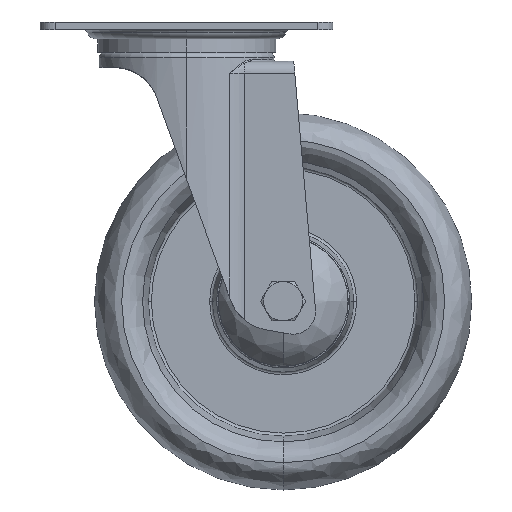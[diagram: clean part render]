
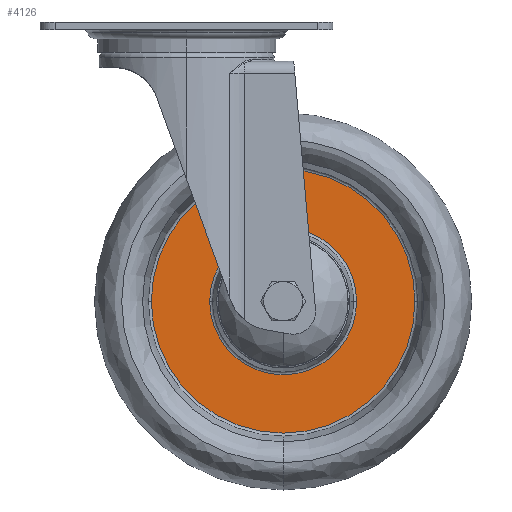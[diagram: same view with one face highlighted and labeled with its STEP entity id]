
A CAD part, top view. The second image highlights one B-rep face of the part: STEP entity #4126.
In plain terms, the highlighted planar face has unit normal (0, 0, 1).
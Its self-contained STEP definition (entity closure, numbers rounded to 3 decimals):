
#5 = FACE_OUTER_BOUND ( 'NONE', #387, .T. ) ;
#49 = DIRECTION ( 'NONE',  ( 1., 0., 0. ) ) ;
#124 = EDGE_CURVE ( 'NONE', #10116, #2481, #9433, .T. ) ;
#387 = EDGE_LOOP ( 'NONE', ( #8976, #7288 ) ) ;
#576 = EDGE_CURVE ( 'NONE', #10663, #4822, #6610, .T. ) ;
#1218 = DIRECTION ( 'NONE',  ( -1., 0., 0. ) ) ;
#1663 = CIRCLE ( 'NONE', #4809, 24.335 ) ;
#2236 = CARTESIAN_POINT ( 'NONE',  ( 41.316, -44.96, 2.5 ) ) ;
#2257 = CARTESIAN_POINT ( 'NONE',  ( 60.658, -44.96, 2.5 ) ) ;
#2481 = VERTEX_POINT ( 'NONE', #2236 ) ;
#2584 = CARTESIAN_POINT ( 'NONE',  ( -7.353, -44.96, 2.5 ) ) ;
#3053 = EDGE_CURVE ( 'NONE', #2481, #10116, #1663, .T. ) ;
#3555 = DIRECTION ( 'NONE',  ( 0., 0., -1. ) ) ;
#3714 = CARTESIAN_POINT ( 'NONE',  ( 16.981, -44.96, 2.5 ) ) ;
#3733 = PLANE ( 'NONE',  #7556 ) ;
#3852 = CARTESIAN_POINT ( 'NONE',  ( -26.695, -44.96, 2.5 ) ) ;
#4126 = ADVANCED_FACE ( 'NONE', ( #7967, #5 ), #3733, .T. ) ;
#4809 = AXIS2_PLACEMENT_3D ( 'NONE', #11154, #7382, #10345 ) ;
#4822 = VERTEX_POINT ( 'NONE', #2257 ) ;
#4847 = EDGE_LOOP ( 'NONE', ( #10723, #6426 ) ) ;
#5291 = DIRECTION ( 'NONE',  ( -1., 0., 0. ) ) ;
#6278 = CARTESIAN_POINT ( 'NONE',  ( 16.981, -44.96, 2.5 ) ) ;
#6426 = ORIENTED_EDGE ( 'NONE', *, *, #3053, .T. ) ;
#6495 = CARTESIAN_POINT ( 'NONE',  ( 16.981, -44.96, 2.5 ) ) ;
#6610 = CIRCLE ( 'NONE', #10529, 43.677 ) ;
#6829 = AXIS2_PLACEMENT_3D ( 'NONE', #3714, #7240, #6856 ) ;
#6856 = DIRECTION ( 'NONE',  ( -1., 0., 0. ) ) ;
#7240 = DIRECTION ( 'NONE',  ( 0., 0., -1. ) ) ;
#7288 = ORIENTED_EDGE ( 'NONE', *, *, #10904, .F. ) ;
#7382 = DIRECTION ( 'NONE',  ( 0., 0., -1. ) ) ;
#7556 = AXIS2_PLACEMENT_3D ( 'NONE', #10811, #9662, #49 ) ;
#7967 = FACE_BOUND ( 'NONE', #4847, .T. ) ;
#8976 = ORIENTED_EDGE ( 'NONE', *, *, #576, .F. ) ;
#9355 = CIRCLE ( 'NONE', #9917, 43.677 ) ;
#9433 = CIRCLE ( 'NONE', #6829, 24.335 ) ;
#9662 = DIRECTION ( 'NONE',  ( 0., 0., 1. ) ) ;
#9917 = AXIS2_PLACEMENT_3D ( 'NONE', #6495, #10232, #1218 ) ;
#10116 = VERTEX_POINT ( 'NONE', #2584 ) ;
#10232 = DIRECTION ( 'NONE',  ( 0., 0., -1. ) ) ;
#10345 = DIRECTION ( 'NONE',  ( -1., 0., 0. ) ) ;
#10529 = AXIS2_PLACEMENT_3D ( 'NONE', #6278, #3555, #5291 ) ;
#10663 = VERTEX_POINT ( 'NONE', #3852 ) ;
#10723 = ORIENTED_EDGE ( 'NONE', *, *, #124, .T. ) ;
#10811 = CARTESIAN_POINT ( 'NONE',  ( 16.981, -1.283, 2.5 ) ) ;
#10904 = EDGE_CURVE ( 'NONE', #4822, #10663, #9355, .T. ) ;
#11154 = CARTESIAN_POINT ( 'NONE',  ( 16.981, -44.96, 2.5 ) ) ;
